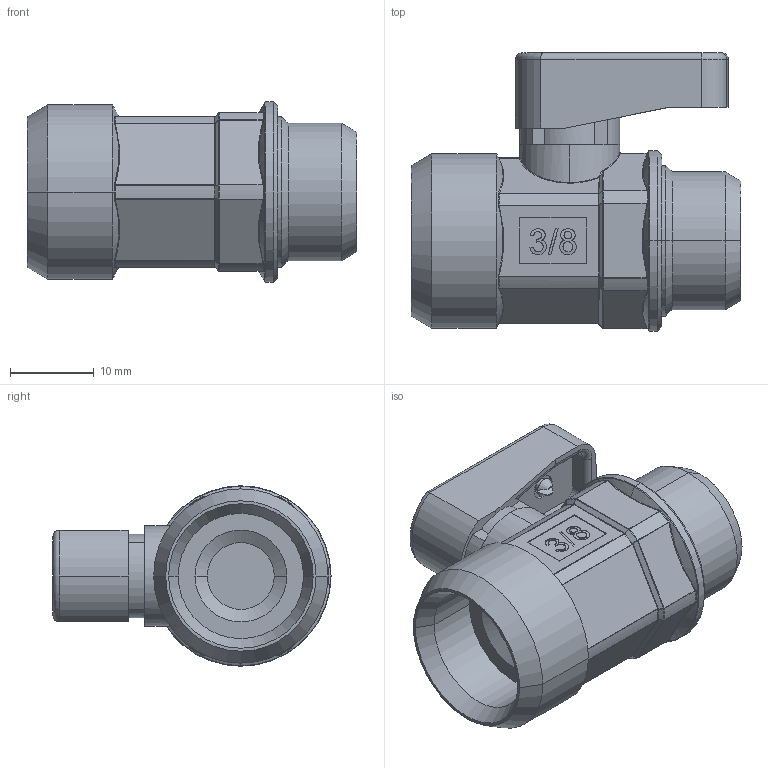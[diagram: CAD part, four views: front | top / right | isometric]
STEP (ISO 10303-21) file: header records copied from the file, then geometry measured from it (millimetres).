
FILE_DESCRIPTION (( 'STEP AP214' ), '1' );
FILE_NAME ('0642000006.step', '2012-10-02T16:31:37', ( '' ), ( '' ), 'SwSTEP 2.0', 'SolidWorks 2012', '' );
FILE_SCHEMA (( 'AUTOMOTIVE_DESIGN' ));
Length unit declared in the file: millimetre
Products named in the file (1): 0642000006
Bounding box: 39.5 x 33.3 x 21.6 mm (x, y, z)
Volume: 11098.6 mm3; surface area: 5252.5 mm2
Topology: 8 solids, 17 shells, 773 faces, 1900 edges, 1164 vertices
Faces by surface type: plane 267, bspline 265, cylinder 135, torus 53, cone 31, sphere 22
Entity records: 31919 total; most frequent: CARTESIAN_POINT 15644, ORIENTED_EDGE 3748, DIRECTION 2713, EDGE_CURVE 1874, VERTEX_POINT 1164, AXIS2_PLACEMENT_3D 936, LINE 841, VECTOR 841
